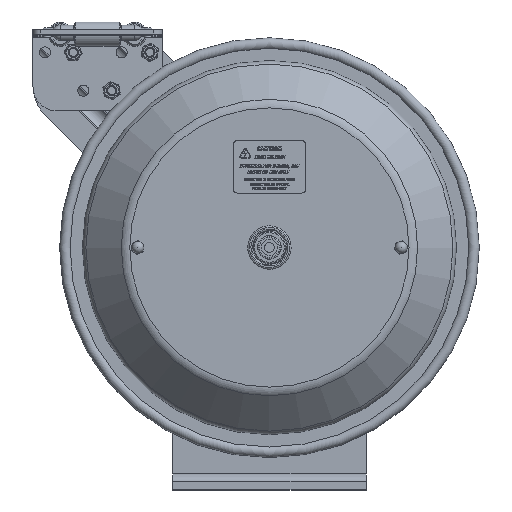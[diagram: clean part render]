
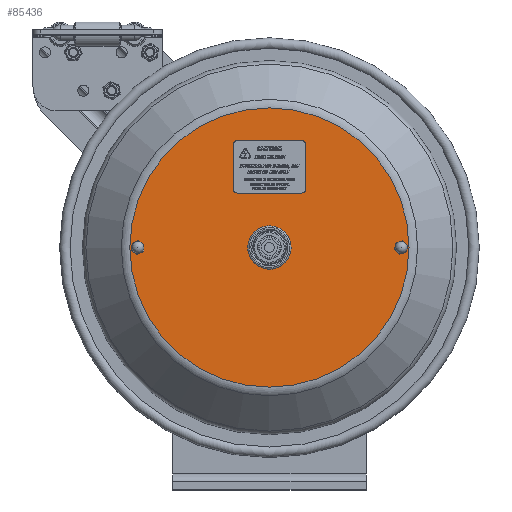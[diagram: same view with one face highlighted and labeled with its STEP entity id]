
A CAD part, top view. The second image highlights one B-rep face of the part: STEP entity #85436.
In plain terms, the highlighted planar face has unit normal (0, 0, 1).
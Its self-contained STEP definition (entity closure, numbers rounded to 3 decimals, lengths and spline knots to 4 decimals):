
#4860=FACE_BOUND('',#11699,.T.);
#4861=FACE_BOUND('',#11700,.T.);
#4862=FACE_BOUND('',#11701,.T.);
#6305=CIRCLE('',#90645,4.325);
#6306=CIRCLE('',#90646,4.325);
#6308=CIRCLE('',#90649,0.625);
#6309=CIRCLE('',#90650,0.1094);
#6310=CIRCLE('',#90651,0.1094);
#7685=FACE_OUTER_BOUND('',#11698,.T.);
#11698=EDGE_LOOP('',(#59986,#59987));
#11699=EDGE_LOOP('',(#59988));
#11700=EDGE_LOOP('',(#59989));
#11701=EDGE_LOOP('',(#59990));
#34741=VERTEX_POINT('',#116725);
#34742=VERTEX_POINT('',#116726);
#34743=VERTEX_POINT('',#116731);
#34744=VERTEX_POINT('',#116733);
#34745=VERTEX_POINT('',#116735);
#44930=EDGE_CURVE('',#34741,#34742,#6305,.T.);
#44931=EDGE_CURVE('',#34742,#34741,#6306,.T.);
#44933=EDGE_CURVE('',#34743,#34743,#6308,.T.);
#44934=EDGE_CURVE('',#34744,#34744,#6309,.T.);
#44935=EDGE_CURVE('',#34745,#34745,#6310,.T.);
#59986=ORIENTED_EDGE('',*,*,#44930,.T.);
#59987=ORIENTED_EDGE('',*,*,#44931,.T.);
#59988=ORIENTED_EDGE('',*,*,#44933,.T.);
#59989=ORIENTED_EDGE('',*,*,#44934,.T.);
#59990=ORIENTED_EDGE('',*,*,#44935,.T.);
#78922=PLANE('',#90648);
#85436=ADVANCED_FACE('',(#7685,#4860,#4861,#4862),#78922,.T.);
#90645=AXIS2_PLACEMENT_3D('',#116727,#97962,#97963);
#90646=AXIS2_PLACEMENT_3D('',#116728,#97964,#97965);
#90648=AXIS2_PLACEMENT_3D('',#116730,#97968,#97969);
#90649=AXIS2_PLACEMENT_3D('',#116732,#97970,#97971);
#90650=AXIS2_PLACEMENT_3D('',#116734,#97972,#97973);
#90651=AXIS2_PLACEMENT_3D('',#116736,#97974,#97975);
#97962=DIRECTION('center_axis',(0.,0.,1.));
#97963=DIRECTION('ref_axis',(-1.,0.,0.));
#97964=DIRECTION('center_axis',(0.,0.,1.));
#97965=DIRECTION('ref_axis',(-1.,0.,0.));
#97968=DIRECTION('center_axis',(0.,0.,1.));
#97969=DIRECTION('ref_axis',(0.,-1.,0.));
#97970=DIRECTION('center_axis',(0.,0.,-1.));
#97971=DIRECTION('ref_axis',(-1.,0.,0.));
#97972=DIRECTION('center_axis',(0.,0.,-1.));
#97973=DIRECTION('ref_axis',(1.,0.,0.));
#97974=DIRECTION('center_axis',(0.,0.,-1.));
#97975=DIRECTION('ref_axis',(1.,0.,0.));
#116725=CARTESIAN_POINT('',(-4.325,0.,6.4471));
#116726=CARTESIAN_POINT('',(0.,4.325,6.4471));
#116727=CARTESIAN_POINT('Origin',(0.,0.,
6.4471));
#116728=CARTESIAN_POINT('Origin',(0.,0.,
6.4471));
#116730=CARTESIAN_POINT('Origin',(-2.1625,0.,6.4471));
#116731=CARTESIAN_POINT('',(0.625,0.,6.4471));
#116732=CARTESIAN_POINT('Origin',(0.,0.,
6.4471));
#116733=CARTESIAN_POINT('',(-3.9687,0.,6.4471));
#116734=CARTESIAN_POINT('Origin',(-4.0781,0.,6.4471));
#116735=CARTESIAN_POINT('',(4.1875,0.,6.4471));
#116736=CARTESIAN_POINT('Origin',(4.0781,0.,6.4471));
